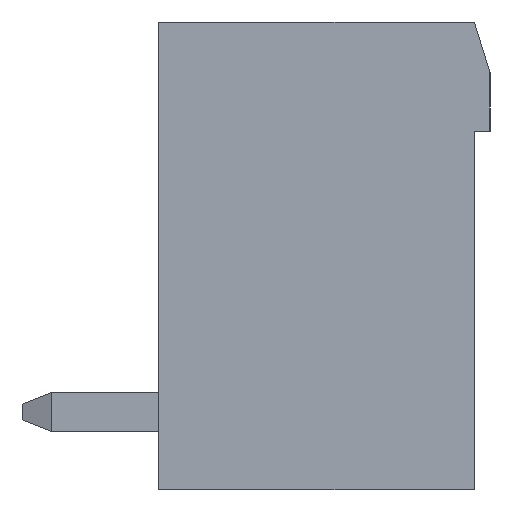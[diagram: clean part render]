
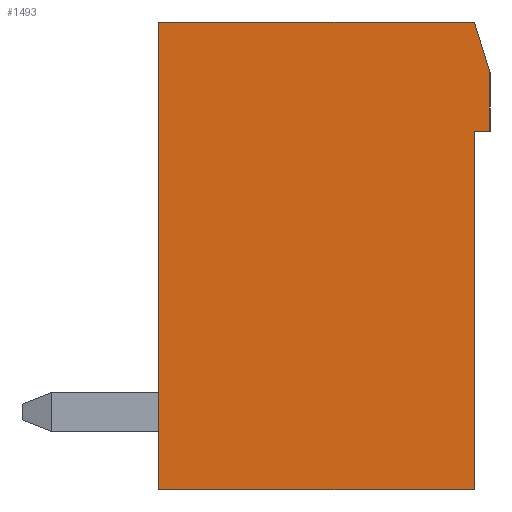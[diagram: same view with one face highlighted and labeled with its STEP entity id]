
A CAD part, left-side view. The second image highlights one B-rep face of the part: STEP entity #1493.
In plain terms, the highlighted planar face has unit normal (-1, 0, 0).
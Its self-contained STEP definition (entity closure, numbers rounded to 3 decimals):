
#1493 = ADVANCED_FACE( '', ( #3468 ), #3469, .T. );
#3468 = FACE_OUTER_BOUND( '', #6056, .T. );
#3469 = PLANE( '', #6057 );
#6056 = EDGE_LOOP( '', ( #10059, #10060, #10061, #10062, #10063, #10064, #10065 ) );
#6057 = AXIS2_PLACEMENT_3D( '', #10066, #10067, #10068 );
#10059 = ORIENTED_EDGE( '', *, *, #16532, .T. );
#10060 = ORIENTED_EDGE( '', *, *, #16954, .T. );
#10061 = ORIENTED_EDGE( '', *, *, #17277, .T. );
#10062 = ORIENTED_EDGE( '', *, *, #17278, .T. );
#10063 = ORIENTED_EDGE( '', *, *, #16228, .T. );
#10064 = ORIENTED_EDGE( '', *, *, #17163, .T. );
#10065 = ORIENTED_EDGE( '', *, *, #17238, .T. );
#10066 = CARTESIAN_POINT( '', ( -61.96, 0., 0. ) );
#10067 = DIRECTION( '', ( -1., 0., 0. ) );
#10068 = DIRECTION( '', ( 0., 0., 1. ) );
#16228 = EDGE_CURVE( '', #19578, #19579, #19580, .T. );
#16532 = EDGE_CURVE( '', #20108, #20112, #20114, .T. );
#16954 = EDGE_CURVE( '', #20112, #20839, #20841, .T. );
#17163 = EDGE_CURVE( '', #19579, #21197, #21198, .T. );
#17238 = EDGE_CURVE( '', #21197, #20108, #21314, .T. );
#17277 = EDGE_CURVE( '', #20839, #21371, #21372, .T. );
#17278 = EDGE_CURVE( '', #21371, #19578, #21373, .T. );
#19578 = VERTEX_POINT( '', #24484 );
#19579 = VERTEX_POINT( '', #24485 );
#19580 = LINE( '', #24486, #24487 );
#20108 = VERTEX_POINT( '', #25239 );
#20112 = VERTEX_POINT( '', #25245 );
#20114 = LINE( '', #25248, #25249 );
#20839 = VERTEX_POINT( '', #26282 );
#20841 = LINE( '', #26285, #26286 );
#21197 = VERTEX_POINT( '', #26834 );
#21198 = LINE( '', #26835, #26836 );
#21314 = LINE( '', #27002, #27003 );
#21371 = VERTEX_POINT( '', #27096 );
#21372 = LINE( '', #27097, #27098 );
#21373 = LINE( '', #27099, #27100 );
#24484 = CARTESIAN_POINT( '', ( -61.96, -4.05, -6. ) );
#24485 = CARTESIAN_POINT( '', ( -61.96, -4.05, 3.2 ) );
#24486 = CARTESIAN_POINT( '', ( -61.96, -4.05, -6. ) );
#24487 = VECTOR( '', #30993, 1000. );
#25239 = CARTESIAN_POINT( '', ( -61.96, -4.45, 4.7 ) );
#25245 = CARTESIAN_POINT( '', ( -61.96, -4.05, 6. ) );
#25248 = CARTESIAN_POINT( '', ( -61.96, -4.45, 4.7 ) );
#25249 = VECTOR( '', #31278, 1000. );
#26282 = CARTESIAN_POINT( '', ( -61.96, 4.05, 6. ) );
#26285 = CARTESIAN_POINT( '', ( -61.96, -4.05, 6. ) );
#26286 = VECTOR( '', #31726, 1000. );
#26834 = CARTESIAN_POINT( '', ( -61.96, -4.45, 3.2 ) );
#26835 = CARTESIAN_POINT( '', ( -61.96, -4.05, 3.2 ) );
#26836 = VECTOR( '', #31928, 1000. );
#27002 = CARTESIAN_POINT( '', ( -61.96, -4.45, 3.2 ) );
#27003 = VECTOR( '', #31994, 1000. );
#27096 = CARTESIAN_POINT( '', ( -61.96, 4.05, -6. ) );
#27097 = CARTESIAN_POINT( '', ( -61.96, 4.05, 6. ) );
#27098 = VECTOR( '', #32031, 1000. );
#27099 = CARTESIAN_POINT( '', ( -61.96, 4.05, -6. ) );
#27100 = VECTOR( '', #32032, 1000. );
#30993 = DIRECTION( '', ( 0., 0., 1. ) );
#31278 = DIRECTION( '', ( 0., 0.294, 0.956 ) );
#31726 = DIRECTION( '', ( 0., 1., 0. ) );
#31928 = DIRECTION( '', ( 0., -1., 0. ) );
#31994 = DIRECTION( '', ( 0., 0., 1. ) );
#32031 = DIRECTION( '', ( 0., 0., -1. ) );
#32032 = DIRECTION( '', ( 0., -1., 0. ) );
